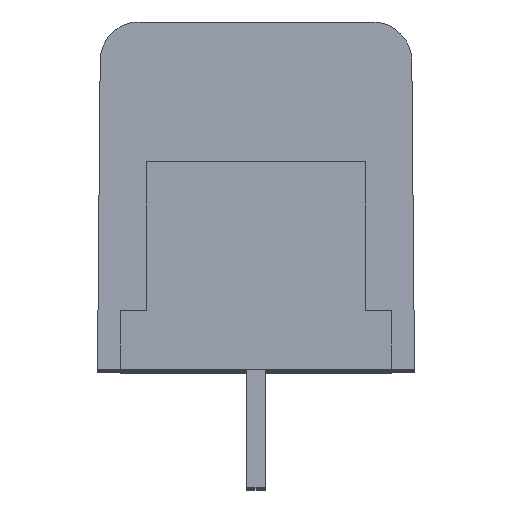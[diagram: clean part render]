
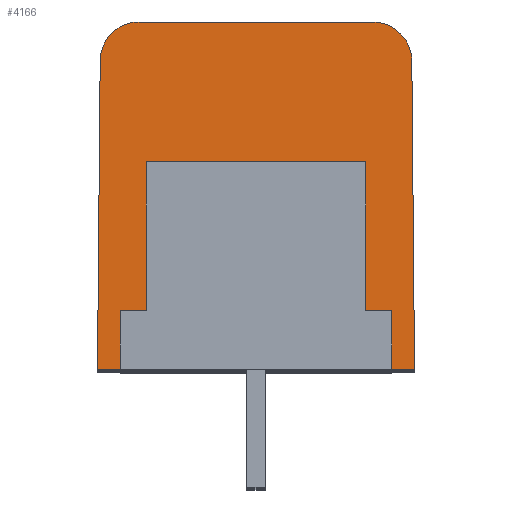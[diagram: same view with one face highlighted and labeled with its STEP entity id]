
A CAD part, top view. The second image highlights one B-rep face of the part: STEP entity #4166.
In plain terms, the highlighted planar face has unit normal (0, 0.018, 1).
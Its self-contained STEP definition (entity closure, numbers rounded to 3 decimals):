
#374 = CARTESIAN_POINT ( 'NONE',  ( 6.635, 13.158, -7.831 ) ) ;
#430 = ORIENTED_EDGE ( 'NONE', *, *, #10156, .F. ) ;
#792 = ORIENTED_EDGE ( 'NONE', *, *, #9121, .F. ) ;
#852 = CARTESIAN_POINT ( 'NONE',  ( -6.627, 14.122, -7.848 ) ) ;
#856 = DIRECTION ( 'NONE',  ( 1., 0., 0. ) ) ;
#946 = VECTOR ( 'NONE', #10695, 1000. ) ;
#948 = ORIENTED_EDGE ( 'NONE', *, *, #7157, .F. ) ;
#989 = CARTESIAN_POINT ( 'NONE',  ( 4.666, 2.495, -7.645 ) ) ;
#1027 = DIRECTION ( 'NONE',  ( 1., 0., 0. ) ) ;
#1113 = CARTESIAN_POINT ( 'NONE',  ( 0., 7.401, -7.731 ) ) ;
#1197 = EDGE_CURVE ( 'NONE', #1969, #12049, #16123, .T. ) ;
#1622 = CARTESIAN_POINT ( 'NONE',  ( 5.787, 2.495, -7.645 ) ) ;
#1633 = VERTEX_POINT ( 'NONE', #3598 ) ;
#1805 =( BOUNDED_CURVE ( )  B_SPLINE_CURVE ( 3, ( #5110, #852, #13503, #16649 ),
 .UNSPECIFIED., .F., .F. ) 
 B_SPLINE_CURVE_WITH_KNOTS ( ( 4, 4 ),
 ( -1., 0. ),
 .UNSPECIFIED. ) 
 CURVE ( )  GEOMETRIC_REPRESENTATION_ITEM ( )  RATIONAL_B_SPLINE_CURVE ( ( 1., 0.807, 0.807, 1. ) ) 
 REPRESENTATION_ITEM ( '' )  );
#1866 = VECTOR ( 'NONE', #11807, 1000. ) ;
#1969 = VERTEX_POINT ( 'NONE', #8084 ) ;
#2224 = VERTEX_POINT ( 'NONE', #15755 ) ;
#2333 = LINE ( 'NONE', #6494, #10418 ) ;
#2765 = VERTEX_POINT ( 'NONE', #13060 ) ;
#2985 = ORIENTED_EDGE ( 'NONE', *, *, #1197, .F. ) ;
#3121 = VERTEX_POINT ( 'NONE', #16089 ) ;
#3161 = CARTESIAN_POINT ( 'NONE',  ( -4.979, 14.8, -7.86 ) ) ;
#3184 = EDGE_LOOP ( 'NONE', ( #6839, #17804, #4120, #2985, #6989, #9126, #11562, #13395 ) ) ;
#3585 = VERTEX_POINT ( 'NONE', #1622 ) ;
#3598 = CARTESIAN_POINT ( 'NONE',  ( 6.635, 13.158, -7.831 ) ) ;
#3808 = LINE ( 'NONE', #9456, #5963 ) ;
#3971 = LINE ( 'NONE', #12366, #12904 ) ;
#4063 = CARTESIAN_POINT ( 'NONE',  ( -6.75, 0., -7.602 ) ) ;
#4077 = DIRECTION ( 'NONE',  ( -1., 0., 0. ) ) ;
#4120 = ORIENTED_EDGE ( 'NONE', *, *, #9351, .F. ) ;
#4166 = ADVANCED_FACE ( 'NONE', ( #15260, #13954 ), #15164, .T. ) ;
#4495 = CARTESIAN_POINT ( 'NONE',  ( -6.635, 13.158, -7.831 ) ) ;
#5110 = CARTESIAN_POINT ( 'NONE',  ( -6.635, 13.158, -7.831 ) ) ;
#5112 = VECTOR ( 'NONE', #4077, 1000. ) ;
#5151 = AXIS2_PLACEMENT_3D ( 'NONE', #1113, #15353, #1027 ) ;
#5251 = LINE ( 'NONE', #16212, #14851 ) ;
#5319 = LINE ( 'NONE', #13895, #13171 ) ;
#5500 = LINE ( 'NONE', #11137, #8688 ) ;
#5963 = VECTOR ( 'NONE', #7787, 1000. ) ;
#6179 = LINE ( 'NONE', #16068, #1866 ) ;
#6207 = ORIENTED_EDGE ( 'NONE', *, *, #16245, .F. ) ;
#6232 = CARTESIAN_POINT ( 'NONE',  ( -4.666, 8.836, -7.756 ) ) ;
#6430 = VERTEX_POINT ( 'NONE', #11091 ) ;
#6469 = CARTESIAN_POINT ( 'NONE',  ( 4.666, 2.495, -7.645 ) ) ;
#6494 = CARTESIAN_POINT ( 'NONE',  ( -5.787, 0.52, -7.611 ) ) ;
#6839 = ORIENTED_EDGE ( 'NONE', *, *, #11281, .F. ) ;
#6989 = ORIENTED_EDGE ( 'NONE', *, *, #11646, .F. ) ;
#7157 = EDGE_CURVE ( 'NONE', #17038, #17528, #5319, .T. ) ;
#7553 = CARTESIAN_POINT ( 'NONE',  ( 6.75, 0., -7.602 ) ) ;
#7682 = ORIENTED_EDGE ( 'NONE', *, *, #11510, .F. ) ;
#7787 = DIRECTION ( 'NONE',  ( 0., 1., -0.017 ) ) ;
#8084 = CARTESIAN_POINT ( 'NONE',  ( -4.666, 8.836, -7.756 ) ) ;
#8183 =( BOUNDED_CURVE ( )  B_SPLINE_CURVE ( 3, ( #9159, #8794, #8881, #374 ),
 .UNSPECIFIED., .F., .F. ) 
 B_SPLINE_CURVE_WITH_KNOTS ( ( 4, 4 ),
 ( -1., 0. ),
 .UNSPECIFIED. ) 
 CURVE ( )  GEOMETRIC_REPRESENTATION_ITEM ( )  RATIONAL_B_SPLINE_CURVE ( ( 1., 0.807, 0.807, 1. ) ) 
 REPRESENTATION_ITEM ( '' )  );
#8209 = VERTEX_POINT ( 'NONE', #13783 ) ;
#8359 = DIRECTION ( 'NONE',  ( 1., 0., 0. ) ) ;
#8688 = VECTOR ( 'NONE', #8359, 1000. ) ;
#8794 = CARTESIAN_POINT ( 'NONE',  ( 5.942, 14.8, -7.86 ) ) ;
#8881 = CARTESIAN_POINT ( 'NONE',  ( 6.627, 14.122, -7.848 ) ) ;
#9121 = EDGE_CURVE ( 'NONE', #12212, #3121, #5500, .T. ) ;
#9126 = ORIENTED_EDGE ( 'NONE', *, *, #10580, .F. ) ;
#9133 = ORIENTED_EDGE ( 'NONE', *, *, #12027, .F. ) ;
#9159 = CARTESIAN_POINT ( 'NONE',  ( 4.979, 14.8, -7.86 ) ) ;
#9270 = LINE ( 'NONE', #16624, #14858 ) ;
#9351 = EDGE_CURVE ( 'NONE', #12049, #12102, #9270, .T. ) ;
#9456 = CARTESIAN_POINT ( 'NONE',  ( 5.787, 0.52, -7.611 ) ) ;
#9637 = VERTEX_POINT ( 'NONE', #989 ) ;
#10154 = EDGE_CURVE ( 'NONE', #8209, #3585, #3808, .T. ) ;
#10156 = EDGE_CURVE ( 'NONE', #17528, #12212, #1805, .T. ) ;
#10418 = VECTOR ( 'NONE', #856, 1000. ) ;
#10580 = EDGE_CURVE ( 'NONE', #9637, #2224, #13477, .T. ) ;
#10695 = DIRECTION ( 'NONE',  ( 0.009, -1., 0.017 ) ) ;
#11091 = CARTESIAN_POINT ( 'NONE',  ( 6.75, 0., -7.602 ) ) ;
#11094 = DIRECTION ( 'NONE',  ( -1., 0., 0. ) ) ;
#11137 = CARTESIAN_POINT ( 'NONE',  ( 4.979, 14.8, -7.86 ) ) ;
#11232 = DIRECTION ( 'NONE',  ( 0.009, 1., -0.017 ) ) ;
#11281 = EDGE_CURVE ( 'NONE', #2765, #8209, #2333, .T. ) ;
#11510 = EDGE_CURVE ( 'NONE', #3121, #1633, #8183, .T. ) ;
#11562 = ORIENTED_EDGE ( 'NONE', *, *, #12849, .F. ) ;
#11606 = CARTESIAN_POINT ( 'NONE',  ( -5.787, 2.495, -7.645 ) ) ;
#11646 = EDGE_CURVE ( 'NONE', #2224, #1969, #12747, .T. ) ;
#11807 = DIRECTION ( 'NONE',  ( 0., -1., 0.017 ) ) ;
#11842 = VECTOR ( 'NONE', #17788, 1000. ) ;
#11865 = EDGE_CURVE ( 'NONE', #12102, #2765, #6179, .T. ) ;
#12027 = EDGE_CURVE ( 'NONE', #6430, #17038, #5251, .T. ) ;
#12049 = VERTEX_POINT ( 'NONE', #13070 ) ;
#12102 = VERTEX_POINT ( 'NONE', #11606 ) ;
#12212 = VERTEX_POINT ( 'NONE', #3161 ) ;
#12366 = CARTESIAN_POINT ( 'NONE',  ( 5.787, 2.495, -7.645 ) ) ;
#12453 = DIRECTION ( 'NONE',  ( -1., 0., 0. ) ) ;
#12747 = LINE ( 'NONE', #16912, #5112 ) ;
#12849 = EDGE_CURVE ( 'NONE', #3585, #9637, #3971, .T. ) ;
#12904 = VECTOR ( 'NONE', #11094, 1000. ) ;
#13060 = CARTESIAN_POINT ( 'NONE',  ( -5.787, 0.52, -7.611 ) ) ;
#13070 = CARTESIAN_POINT ( 'NONE',  ( -4.666, 2.495, -7.645 ) ) ;
#13171 = VECTOR ( 'NONE', #11232, 1000. ) ;
#13395 = ORIENTED_EDGE ( 'NONE', *, *, #10154, .F. ) ;
#13477 = LINE ( 'NONE', #6469, #18054 ) ;
#13503 = CARTESIAN_POINT ( 'NONE',  ( -5.942, 14.8, -7.86 ) ) ;
#13783 = CARTESIAN_POINT ( 'NONE',  ( 5.787, 0.52, -7.611 ) ) ;
#13895 = CARTESIAN_POINT ( 'NONE',  ( -6.635, 13.158, -7.831 ) ) ;
#13954 = FACE_BOUND ( 'NONE', #3184, .T. ) ;
#14851 = VECTOR ( 'NONE', #17418, 1000. ) ;
#14858 = VECTOR ( 'NONE', #12453, 1000. ) ;
#15164 = PLANE ( 'NONE',  #5151 ) ;
#15260 = FACE_OUTER_BOUND ( 'NONE', #17359, .T. ) ;
#15353 = DIRECTION ( 'NONE',  ( 0., 0.017, 1. ) ) ;
#15755 = CARTESIAN_POINT ( 'NONE',  ( 4.666, 8.836, -7.756 ) ) ;
#16068 = CARTESIAN_POINT ( 'NONE',  ( -5.787, 2.495, -7.645 ) ) ;
#16089 = CARTESIAN_POINT ( 'NONE',  ( 4.979, 14.8, -7.86 ) ) ;
#16123 = LINE ( 'NONE', #6232, #11842 ) ;
#16212 = CARTESIAN_POINT ( 'NONE',  ( -6.75, 0., -7.602 ) ) ;
#16245 = EDGE_CURVE ( 'NONE', #1633, #6430, #17716, .T. ) ;
#16624 = CARTESIAN_POINT ( 'NONE',  ( -4.666, 2.495, -7.645 ) ) ;
#16649 = CARTESIAN_POINT ( 'NONE',  ( -4.979, 14.8, -7.86 ) ) ;
#16912 = CARTESIAN_POINT ( 'NONE',  ( 4.666, 8.836, -7.756 ) ) ;
#17038 = VERTEX_POINT ( 'NONE', #4063 ) ;
#17359 = EDGE_LOOP ( 'NONE', ( #792, #430, #948, #9133, #6207, #7682 ) ) ;
#17418 = DIRECTION ( 'NONE',  ( -1., 0., 0. ) ) ;
#17528 = VERTEX_POINT ( 'NONE', #4495 ) ;
#17716 = LINE ( 'NONE', #7553, #946 ) ;
#17788 = DIRECTION ( 'NONE',  ( 0., -1., 0.017 ) ) ;
#17804 = ORIENTED_EDGE ( 'NONE', *, *, #11865, .F. ) ;
#17844 = DIRECTION ( 'NONE',  ( 0., 1., -0.017 ) ) ;
#18054 = VECTOR ( 'NONE', #17844, 1000. ) ;
